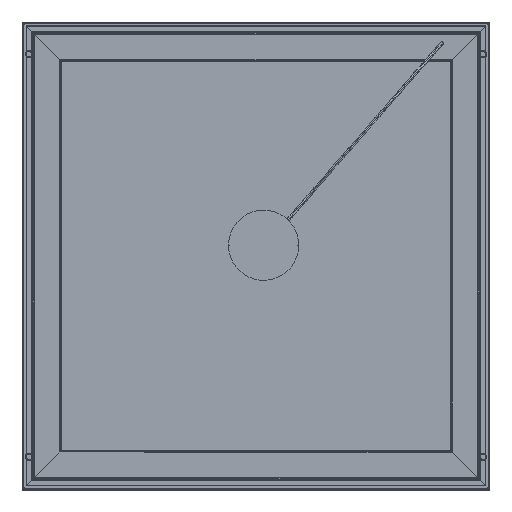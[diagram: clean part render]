
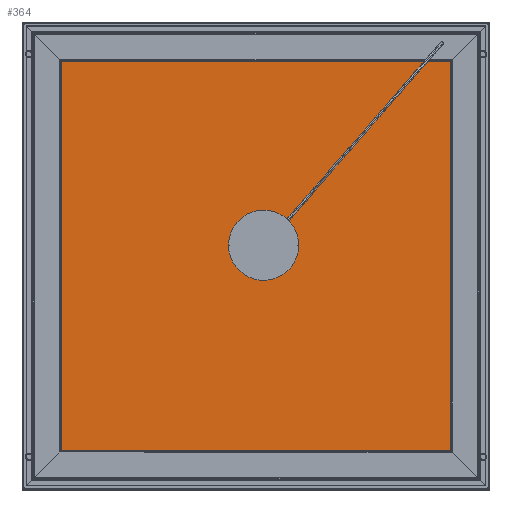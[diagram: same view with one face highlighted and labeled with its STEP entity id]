
A CAD part, top view. The second image highlights one B-rep face of the part: STEP entity #364.
In plain terms, the highlighted free-form (B-spline) face has degree [1, 1] with [2, 2] control points.
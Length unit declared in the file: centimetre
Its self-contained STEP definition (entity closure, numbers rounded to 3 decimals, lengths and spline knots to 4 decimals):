
#149=B_SPLINE_CURVE_WITH_KNOTS('',1,(#4696,#4697),.UNSPECIFIED.,.F.,.F.,
(2,2),(-420.,420.),.UNSPECIFIED.);
#150=B_SPLINE_CURVE_WITH_KNOTS('',1,(#4698,#4699),.UNSPECIFIED.,.F.,.F.,
(2,2),(-420.,420.),.UNSPECIFIED.);
#151=B_SPLINE_CURVE_WITH_KNOTS('',1,(#4700,#4701),.UNSPECIFIED.,.F.,.F.,
(2,2),(-420.,420.),.UNSPECIFIED.);
#152=B_SPLINE_CURVE_WITH_KNOTS('',1,(#4702,#4703),.UNSPECIFIED.,.F.,.F.,
(2,2),(-420.,420.),.UNSPECIFIED.);
#364=ADVANCED_FACE('',(#510),#1985,.T.);
#510=FACE_OUTER_BOUND('',#668,.T.);
#668=EDGE_LOOP('',(#1259,#1260,#1261,#1262));
#1259=ORIENTED_EDGE('',*,*,#1655,.T.);
#1260=ORIENTED_EDGE('',*,*,#1656,.T.);
#1261=ORIENTED_EDGE('',*,*,#1657,.T.);
#1262=ORIENTED_EDGE('',*,*,#1658,.T.);
#1655=EDGE_CURVE('',#1895,#1896,#149,.T.);
#1656=EDGE_CURVE('',#1896,#1897,#150,.T.);
#1657=EDGE_CURVE('',#1897,#1898,#151,.T.);
#1658=EDGE_CURVE('',#1898,#1895,#152,.T.);
#1895=VERTEX_POINT('',#4744);
#1896=VERTEX_POINT('',#4745);
#1897=VERTEX_POINT('',#4746);
#1898=VERTEX_POINT('',#4747);
#1985=B_SPLINE_SURFACE_WITH_KNOTS('',1,1,((#4720,#4721),(#4722,#4723)),.UNSPECIFIED.,
.F.,.F.,.F.,(2,2),(2,2),(-420.,420.),(-420.,420.),.UNSPECIFIED.);
#4696=CARTESIAN_POINT('',(-42.,42.,-56.07));
#4697=CARTESIAN_POINT('',(-42.,-42.,-56.07));
#4698=CARTESIAN_POINT('',(-42.,-42.,-56.07));
#4699=CARTESIAN_POINT('',(42.,-42.,-56.07));
#4700=CARTESIAN_POINT('',(42.,-42.,-56.07));
#4701=CARTESIAN_POINT('',(42.,42.,-56.07));
#4702=CARTESIAN_POINT('',(42.,42.,-56.07));
#4703=CARTESIAN_POINT('',(-42.,42.,-56.07));
#4720=CARTESIAN_POINT('',(-42.,42.,-56.07));
#4721=CARTESIAN_POINT('',(42.,42.,-56.07));
#4722=CARTESIAN_POINT('',(-42.,-42.,-56.07));
#4723=CARTESIAN_POINT('',(42.,-42.,-56.07));
#4744=CARTESIAN_POINT('',(-42.,42.,-56.07));
#4745=CARTESIAN_POINT('',(-42.,-42.,-56.07));
#4746=CARTESIAN_POINT('',(42.,-42.,-56.07));
#4747=CARTESIAN_POINT('',(42.,42.,-56.07));
